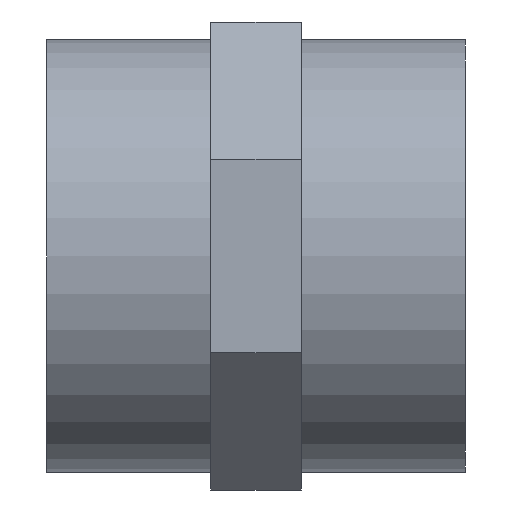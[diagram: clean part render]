
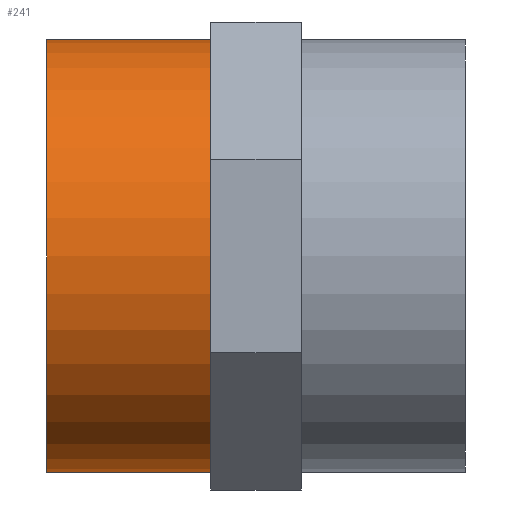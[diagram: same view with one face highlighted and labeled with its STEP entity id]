
A CAD part, front view. The second image highlights one B-rep face of the part: STEP entity #241.
In plain terms, the highlighted cylindrical face has radius 43.95 mm (diameter 87.9 mm), a full revolution.
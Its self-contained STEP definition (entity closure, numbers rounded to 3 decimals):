
#76=FACE_BOUND($,#100,.T.);
#83=FACE_OUTER_BOUND($,#99,.T.);
#99=EDGE_LOOP($,(#179));
#100=EDGE_LOOP($,(#180));
#121=CIRCLE($,#262,43.95);
#122=CIRCLE($,#263,43.95);
#127=VERTEX_POINT($,#354);
#128=VERTEX_POINT($,#356);
#149=EDGE_CURVE($,#127,#127,#121,.T.);
#150=EDGE_CURVE($,#128,#128,#122,.T.);
#179=ORIENTED_EDGE($,*,*,#149,.F.);
#180=ORIENTED_EDGE($,*,*,#150,.T.);
#238=CYLINDRICAL_SURFACE($,#261,43.95);
#241=ADVANCED_FACE($,(#83,#76),#238,.T.);
#261=AXIS2_PLACEMENT_3D($,#353,#287,#288);
#262=AXIS2_PLACEMENT_3D($,#355,#289,#290);
#263=AXIS2_PLACEMENT_3D($,#357,#291,#292);
#287=DIRECTION('center_axis',(-1.,0.,0.));
#288=DIRECTION('ref_axis',(0.,1.,0.));
#289=DIRECTION('center_axis',(-1.,0.,0.));
#290=DIRECTION('ref_axis',(0.,1.,0.));
#291=DIRECTION('center_axis',(-1.,0.,0.));
#292=DIRECTION('ref_axis',(0.,1.,0.));
#353=CARTESIAN_POINT('Origin',(16.65,0.,0.));
#354=CARTESIAN_POINT('',(0.,-43.95,0.));
#355=CARTESIAN_POINT('Origin',(0.,0.,0.));
#356=CARTESIAN_POINT('',(33.3,-43.95,0.));
#357=CARTESIAN_POINT('Origin',(33.3,0.,0.));
